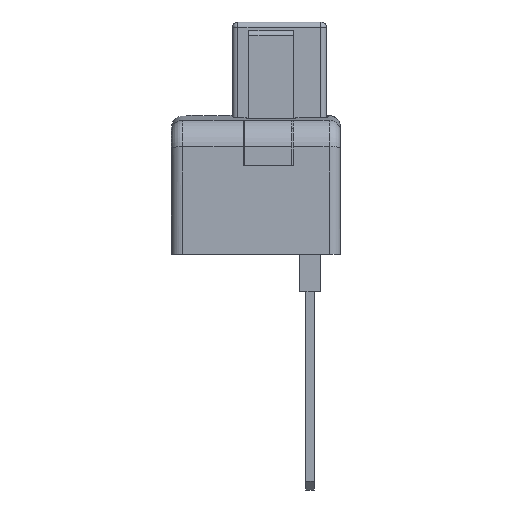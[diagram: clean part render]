
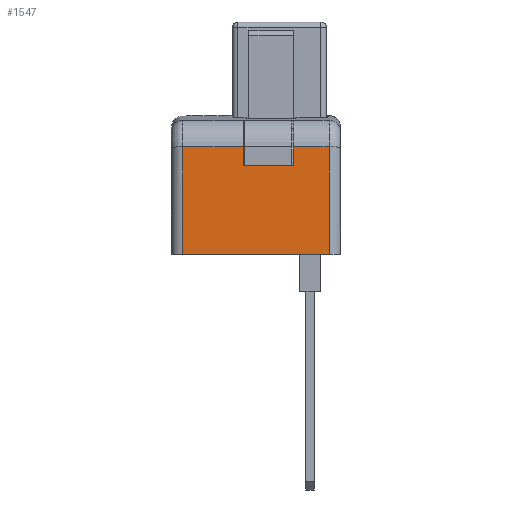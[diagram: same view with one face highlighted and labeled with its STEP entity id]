
A CAD part, front view. The second image highlights one B-rep face of the part: STEP entity #1547.
In plain terms, the highlighted planar face has unit normal (0, -1, 0).
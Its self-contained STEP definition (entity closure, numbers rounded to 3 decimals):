
#321 = CARTESIAN_POINT ( 'NONE',  ( 13.5, -40.527, -0.463 ) ) ;
#414 = CARTESIAN_POINT ( 'NONE',  ( 13.5, -40.527, -3.886 ) ) ;
#415 = DIRECTION ( 'NONE',  ( 0., 0., 1. ) ) ;
#416 = VECTOR ( 'NONE', #415, 1000. ) ;
#417 = CARTESIAN_POINT ( 'NONE',  ( 13.5, -40.527, -19.886 ) ) ;
#418 = LINE ( 'NONE', #417, #416 ) ;
#1428 = ORIENTED_EDGE ( 'NONE', *, *, #1431, .T. ) ;
#1431 = EDGE_CURVE ( 'NONE', #1566, #1434, #8312, .T. ) ;
#1434 = VERTEX_POINT ( 'NONE', #8307 ) ;
#1436 = ORIENTED_EDGE ( 'NONE', *, *, #1439, .T. ) ;
#1439 = EDGE_CURVE ( 'NONE', #1434, #1551, #8420, .T. ) ;
#1547 = ADVANCED_FACE ( 'NONE', ( #8700 ), #8854, .T. ) ;
#1548 = EDGE_LOOP ( 'NONE', ( #1549, #1553, #1554, #1558, #1562, #1563, #1428, #1436 ) ) ;
#1549 = ORIENTED_EDGE ( 'NONE', *, *, #1550, .F. ) ;
#1550 = EDGE_CURVE ( 'NONE', #26667, #1551, #8855, .T. ) ;
#1551 = VERTEX_POINT ( 'NONE', #8839 ) ;
#1553 = ORIENTED_EDGE ( 'NONE', *, *, #26666, .T. ) ;
#1554 = ORIENTED_EDGE ( 'NONE', *, *, #1556, .T. ) ;
#1556 = EDGE_CURVE ( 'NONE', #26647, #1557, #8834, .T. ) ;
#1557 = VERTEX_POINT ( 'NONE', #8830 ) ;
#1558 = ORIENTED_EDGE ( 'NONE', *, *, #1561, .T. ) ;
#1561 = EDGE_CURVE ( 'NONE', #1557, #32439, #8824, .T. ) ;
#1562 = ORIENTED_EDGE ( 'NONE', *, *, #32438, .F. ) ;
#1563 = ORIENTED_EDGE ( 'NONE', *, *, #1564, .T. ) ;
#1564 = EDGE_CURVE ( 'NONE', #32436, #1566, #8817, .T. ) ;
#1566 = VERTEX_POINT ( 'NONE', #8812 ) ;
#8307 = CARTESIAN_POINT ( 'NONE',  ( 22.5, -40.527, -0.463 ) ) ;
#8309 = DIRECTION ( 'NONE',  ( -1., 0., 0. ) ) ;
#8310 = VECTOR ( 'NONE', #8309, 1000. ) ;
#8311 = CARTESIAN_POINT ( 'NONE',  ( 31., -40.527, -0.463 ) ) ;
#8312 = LINE ( 'NONE', #8311, #8310 ) ;
#8415 = DIRECTION ( 'NONE',  ( 0., 0., -1. ) ) ;
#8417 = VECTOR ( 'NONE', #8415, 1000. ) ;
#8419 = CARTESIAN_POINT ( 'NONE',  ( 22.5, -40.527, -19.886 ) ) ;
#8420 = LINE ( 'NONE', #8419, #8417 ) ;
#8700 = FACE_OUTER_BOUND ( 'NONE', #1548, .T. ) ;
#8812 = CARTESIAN_POINT ( 'NONE',  ( 29., -40.527, -0.463 ) ) ;
#8813 = DIRECTION ( 'NONE',  ( 0., 0., 1. ) ) ;
#8814 = VECTOR ( 'NONE', #8813, 1000. ) ;
#8815 = CARTESIAN_POINT ( 'NONE',  ( 29., -40.527, -19.886 ) ) ;
#8817 = LINE ( 'NONE', #8815, #8814 ) ;
#8821 = DIRECTION ( 'NONE',  ( 0., 0., -1. ) ) ;
#8822 = VECTOR ( 'NONE', #8821, 1000. ) ;
#8823 = CARTESIAN_POINT ( 'NONE',  ( 2.5, -40.527, -19.886 ) ) ;
#8824 = LINE ( 'NONE', #8823, #8822 ) ;
#8830 = CARTESIAN_POINT ( 'NONE',  ( 2.5, -40.527, -0.463 ) ) ;
#8831 = DIRECTION ( 'NONE',  ( -1., 0., 0. ) ) ;
#8832 = VECTOR ( 'NONE', #8831, 1000. ) ;
#8833 = CARTESIAN_POINT ( 'NONE',  ( 31., -40.527, -0.463 ) ) ;
#8834 = LINE ( 'NONE', #8833, #8832 ) ;
#8839 = CARTESIAN_POINT ( 'NONE',  ( 22.5, -40.527, -3.886 ) ) ;
#8841 = DIRECTION ( 'NONE',  ( 1., 0., 0. ) ) ;
#8843 = VECTOR ( 'NONE', #8841, 1000. ) ;
#8845 = CARTESIAN_POINT ( 'NONE',  ( 31., -40.527, -3.886 ) ) ;
#8848 = DIRECTION ( 'NONE',  ( 0., 0., -1. ) ) ;
#8849 = DIRECTION ( 'NONE',  ( 0., -1., 0. ) ) ;
#8851 = CARTESIAN_POINT ( 'NONE',  ( 31., -40.527, -19.886 ) ) ;
#8852 = AXIS2_PLACEMENT_3D ( 'NONE', #8851, #8849, #8848 ) ;
#8854 = PLANE ( 'NONE',  #8852 ) ;
#8855 = LINE ( 'NONE', #8845, #8843 ) ;
#25077 = CARTESIAN_POINT ( 'NONE',  ( 2.5, -40.527, -19.886 ) ) ;
#25078 = DIRECTION ( 'NONE',  ( -1., 0., 0. ) ) ;
#25079 = VECTOR ( 'NONE', #25078, 1000. ) ;
#25080 = CARTESIAN_POINT ( 'NONE',  ( 31., -40.527, -19.886 ) ) ;
#25081 = LINE ( 'NONE', #25080, #25079 ) ;
#25082 = CARTESIAN_POINT ( 'NONE',  ( 29., -40.527, -19.886 ) ) ;
#26647 = VERTEX_POINT ( 'NONE', #321 ) ;
#26666 = EDGE_CURVE ( 'NONE', #26667, #26647, #418, .T. ) ;
#26667 = VERTEX_POINT ( 'NONE', #414 ) ;
#32436 = VERTEX_POINT ( 'NONE', #25082 ) ;
#32438 = EDGE_CURVE ( 'NONE', #32436, #32439, #25081, .T. ) ;
#32439 = VERTEX_POINT ( 'NONE', #25077 ) ;
